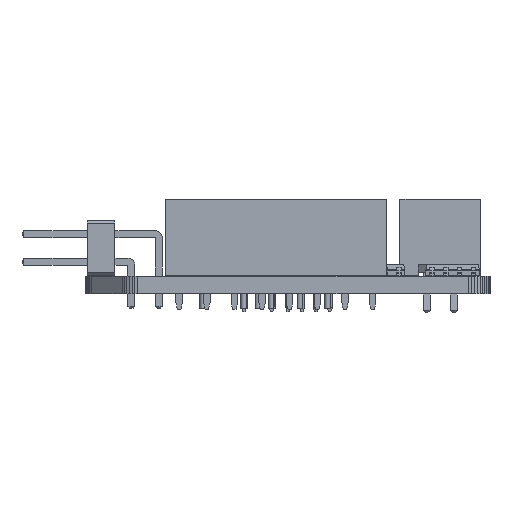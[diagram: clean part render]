
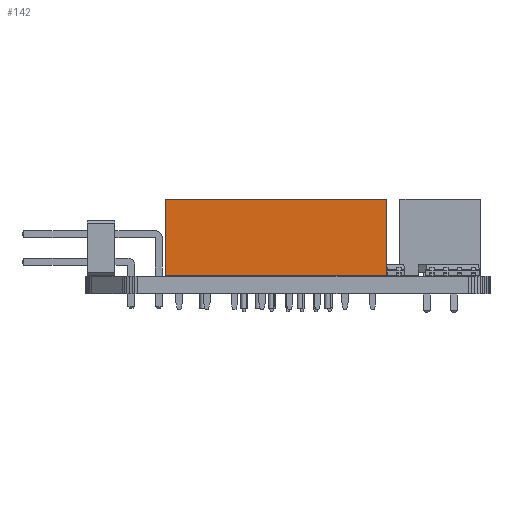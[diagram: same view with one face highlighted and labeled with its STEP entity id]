
A CAD part, left-side view. The second image highlights one B-rep face of the part: STEP entity #142.
In plain terms, the highlighted face is planar.
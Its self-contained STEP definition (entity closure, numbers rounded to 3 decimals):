
#142 = ADVANCED_FACE('',(#143),#157,.F.);
#143 = FACE_BOUND('',#144,.F.);
#144 = EDGE_LOOP('',(#145,#180,#208,#236));
#145 = ORIENTED_EDGE('',*,*,#146,.T.);
#146 = EDGE_CURVE('',#147,#149,#151,.T.);
#147 = VERTEX_POINT('',#148);
#148 = CARTESIAN_POINT('',(1.27,-19.05,0.));
#149 = VERTEX_POINT('',#150);
#150 = CARTESIAN_POINT('',(1.27,-19.05,7.));
#151 = SURFACE_CURVE('',#152,(#156,#168),.PCURVE_S1.);
#152 = LINE('',#153,#154);
#153 = CARTESIAN_POINT('',(1.27,-19.05,0.));
#154 = VECTOR('',#155,1.);
#155 = DIRECTION('',(0.,0.,1.));
#156 = PCURVE('',#157,#162);
#157 = PLANE('',#158);
#158 = AXIS2_PLACEMENT_3D('',#159,#160,#161);
#159 = CARTESIAN_POINT('',(1.27,-19.05,0.));
#160 = DIRECTION('',(-1.,0.,0.));
#161 = DIRECTION('',(0.,1.,0.));
#162 = DEFINITIONAL_REPRESENTATION('',(#163),#167);
#163 = LINE('',#164,#165);
#164 = CARTESIAN_POINT('',(0.,0.));
#165 = VECTOR('',#166,1.);
#166 = DIRECTION('',(0.,-1.));
#167 = ( GEOMETRIC_REPRESENTATION_CONTEXT(2) 
PARAMETRIC_REPRESENTATION_CONTEXT() REPRESENTATION_CONTEXT('2D SPACE',''
  ) );
#168 = PCURVE('',#169,#174);
#169 = PLANE('',#170);
#170 = AXIS2_PLACEMENT_3D('',#171,#172,#173);
#171 = CARTESIAN_POINT('',(-1.27,-19.05,0.));
#172 = DIRECTION('',(0.,1.,0.));
#173 = DIRECTION('',(1.,0.,0.));
#174 = DEFINITIONAL_REPRESENTATION('',(#175),#179);
#175 = LINE('',#176,#177);
#176 = CARTESIAN_POINT('',(2.54,0.));
#177 = VECTOR('',#178,1.);
#178 = DIRECTION('',(0.,-1.));
#179 = ( GEOMETRIC_REPRESENTATION_CONTEXT(2) 
PARAMETRIC_REPRESENTATION_CONTEXT() REPRESENTATION_CONTEXT('2D SPACE',''
  ) );
#180 = ORIENTED_EDGE('',*,*,#181,.T.);
#181 = EDGE_CURVE('',#149,#182,#184,.T.);
#182 = VERTEX_POINT('',#183);
#183 = CARTESIAN_POINT('',(1.27,1.27,7.));
#184 = SURFACE_CURVE('',#185,(#189,#196),.PCURVE_S1.);
#185 = LINE('',#186,#187);
#186 = CARTESIAN_POINT('',(1.27,-19.05,7.));
#187 = VECTOR('',#188,1.);
#188 = DIRECTION('',(0.,1.,0.));
#189 = PCURVE('',#157,#190);
#190 = DEFINITIONAL_REPRESENTATION('',(#191),#195);
#191 = LINE('',#192,#193);
#192 = CARTESIAN_POINT('',(0.,-7.));
#193 = VECTOR('',#194,1.);
#194 = DIRECTION('',(1.,0.));
#195 = ( GEOMETRIC_REPRESENTATION_CONTEXT(2) 
PARAMETRIC_REPRESENTATION_CONTEXT() REPRESENTATION_CONTEXT('2D SPACE',''
  ) );
#196 = PCURVE('',#197,#202);
#197 = PLANE('',#198);
#198 = AXIS2_PLACEMENT_3D('',#199,#200,#201);
#199 = CARTESIAN_POINT('',(1.27,-19.05,7.));
#200 = DIRECTION('',(-0.,0.,-1.));
#201 = DIRECTION('',(0.,-1.,-0.));
#202 = DEFINITIONAL_REPRESENTATION('',(#203),#207);
#203 = LINE('',#204,#205);
#204 = CARTESIAN_POINT('',(0.,0.));
#205 = VECTOR('',#206,1.);
#206 = DIRECTION('',(-1.,0.));
#207 = ( GEOMETRIC_REPRESENTATION_CONTEXT(2) 
PARAMETRIC_REPRESENTATION_CONTEXT() REPRESENTATION_CONTEXT('2D SPACE',''
  ) );
#208 = ORIENTED_EDGE('',*,*,#209,.F.);
#209 = EDGE_CURVE('',#210,#182,#212,.T.);
#210 = VERTEX_POINT('',#211);
#211 = CARTESIAN_POINT('',(1.27,1.27,0.));
#212 = SURFACE_CURVE('',#213,(#217,#224),.PCURVE_S1.);
#213 = LINE('',#214,#215);
#214 = CARTESIAN_POINT('',(1.27,1.27,0.));
#215 = VECTOR('',#216,1.);
#216 = DIRECTION('',(0.,0.,1.));
#217 = PCURVE('',#157,#218);
#218 = DEFINITIONAL_REPRESENTATION('',(#219),#223);
#219 = LINE('',#220,#221);
#220 = CARTESIAN_POINT('',(20.32,0.));
#221 = VECTOR('',#222,1.);
#222 = DIRECTION('',(0.,-1.));
#223 = ( GEOMETRIC_REPRESENTATION_CONTEXT(2) 
PARAMETRIC_REPRESENTATION_CONTEXT() REPRESENTATION_CONTEXT('2D SPACE',''
  ) );
#224 = PCURVE('',#225,#230);
#225 = PLANE('',#226);
#226 = AXIS2_PLACEMENT_3D('',#227,#228,#229);
#227 = CARTESIAN_POINT('',(1.27,1.27,0.));
#228 = DIRECTION('',(0.,-1.,0.));
#229 = DIRECTION('',(-1.,0.,0.));
#230 = DEFINITIONAL_REPRESENTATION('',(#231),#235);
#231 = LINE('',#232,#233);
#232 = CARTESIAN_POINT('',(0.,0.));
#233 = VECTOR('',#234,1.);
#234 = DIRECTION('',(0.,-1.));
#235 = ( GEOMETRIC_REPRESENTATION_CONTEXT(2) 
PARAMETRIC_REPRESENTATION_CONTEXT() REPRESENTATION_CONTEXT('2D SPACE',''
  ) );
#236 = ORIENTED_EDGE('',*,*,#237,.F.);
#237 = EDGE_CURVE('',#147,#210,#238,.T.);
#238 = SURFACE_CURVE('',#239,(#243,#250),.PCURVE_S1.);
#239 = LINE('',#240,#241);
#240 = CARTESIAN_POINT('',(1.27,-19.05,0.));
#241 = VECTOR('',#242,1.);
#242 = DIRECTION('',(0.,1.,0.));
#243 = PCURVE('',#157,#244);
#244 = DEFINITIONAL_REPRESENTATION('',(#245),#249);
#245 = LINE('',#246,#247);
#246 = CARTESIAN_POINT('',(0.,0.));
#247 = VECTOR('',#248,1.);
#248 = DIRECTION('',(1.,0.));
#249 = ( GEOMETRIC_REPRESENTATION_CONTEXT(2) 
PARAMETRIC_REPRESENTATION_CONTEXT() REPRESENTATION_CONTEXT('2D SPACE',''
  ) );
#250 = PCURVE('',#251,#256);
#251 = PLANE('',#252);
#252 = AXIS2_PLACEMENT_3D('',#253,#254,#255);
#253 = CARTESIAN_POINT('',(1.27,-19.05,0.));
#254 = DIRECTION('',(-0.,0.,-1.));
#255 = DIRECTION('',(0.,-1.,-0.));
#256 = DEFINITIONAL_REPRESENTATION('',(#257),#261);
#257 = LINE('',#258,#259);
#258 = CARTESIAN_POINT('',(0.,0.));
#259 = VECTOR('',#260,1.);
#260 = DIRECTION('',(-1.,0.));
#261 = ( GEOMETRIC_REPRESENTATION_CONTEXT(2) 
PARAMETRIC_REPRESENTATION_CONTEXT() REPRESENTATION_CONTEXT('2D SPACE',''
  ) );
